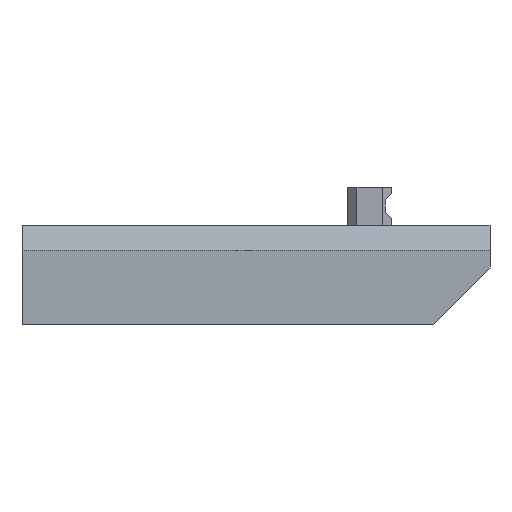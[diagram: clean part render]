
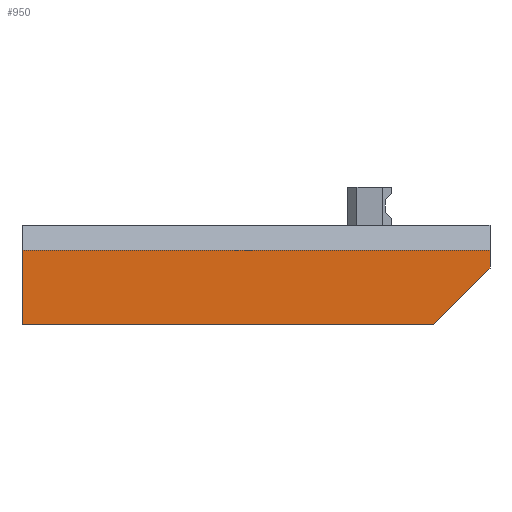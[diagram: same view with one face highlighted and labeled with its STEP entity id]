
A CAD part, left-side view. The second image highlights one B-rep face of the part: STEP entity #950.
In plain terms, the highlighted planar face has unit normal (-1, 0, 0).
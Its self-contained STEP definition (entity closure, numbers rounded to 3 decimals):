
#22=FACE_OUTER_BOUND('',#72,.T.);
#72=EDGE_LOOP('',(#624,#625,#626,#627,#628));
#123=LINE('',#1317,#258);
#124=LINE('',#1319,#259);
#125=LINE('',#1321,#260);
#126=LINE('',#1323,#261);
#127=LINE('',#1324,#262);
#258=VECTOR('',#1072,10.);
#259=VECTOR('',#1073,10.);
#260=VECTOR('',#1074,10.);
#261=VECTOR('',#1075,10.);
#262=VECTOR('',#1076,10.);
#393=VERTEX_POINT('',#1315);
#394=VERTEX_POINT('',#1316);
#395=VERTEX_POINT('',#1318);
#396=VERTEX_POINT('',#1320);
#397=VERTEX_POINT('',#1322);
#485=EDGE_CURVE('',#393,#394,#123,.T.);
#486=EDGE_CURVE('',#395,#393,#124,.T.);
#487=EDGE_CURVE('',#396,#395,#125,.T.);
#488=EDGE_CURVE('',#396,#397,#126,.T.);
#489=EDGE_CURVE('',#394,#397,#127,.T.);
#624=ORIENTED_EDGE('',*,*,#485,.F.);
#625=ORIENTED_EDGE('',*,*,#486,.F.);
#626=ORIENTED_EDGE('',*,*,#487,.F.);
#627=ORIENTED_EDGE('',*,*,#488,.T.);
#628=ORIENTED_EDGE('',*,*,#489,.F.);
#902=PLANE('',#1014);
#950=ADVANCED_FACE('',(#22),#902,.T.);
#1014=AXIS2_PLACEMENT_3D('',#1314,#1070,#1071);
#1070=DIRECTION('center_axis',(-1.,0.,0.));
#1071=DIRECTION('ref_axis',(0.,-1.,0.));
#1072=DIRECTION('',(0.,-1.,0.));
#1073=DIRECTION('',(0.,0.,1.));
#1074=DIRECTION('',(0.,1.,0.));
#1075=DIRECTION('',(0.,-0.707,0.707));
#1076=DIRECTION('',(0.,0.,-1.));
#1314=CARTESIAN_POINT('Origin',(-5.,43.235,165.406));
#1315=CARTESIAN_POINT('',(-5.,43.235,170.406));
#1316=CARTESIAN_POINT('',(-5.,6.235,170.406));
#1317=CARTESIAN_POINT('',(-5.,34.485,170.406));
#1318=CARTESIAN_POINT('',(-5.,43.235,164.506));
#1319=CARTESIAN_POINT('',(-5.,43.235,165.406));
#1320=CARTESIAN_POINT('',(-5.,10.735,164.506));
#1321=CARTESIAN_POINT('',(-5.,10.235,164.506));
#1322=CARTESIAN_POINT('',(-5.,6.235,169.006));
#1323=CARTESIAN_POINT('',(-5.,18.635,156.606));
#1324=CARTESIAN_POINT('',(-5.,6.235,165.406));
